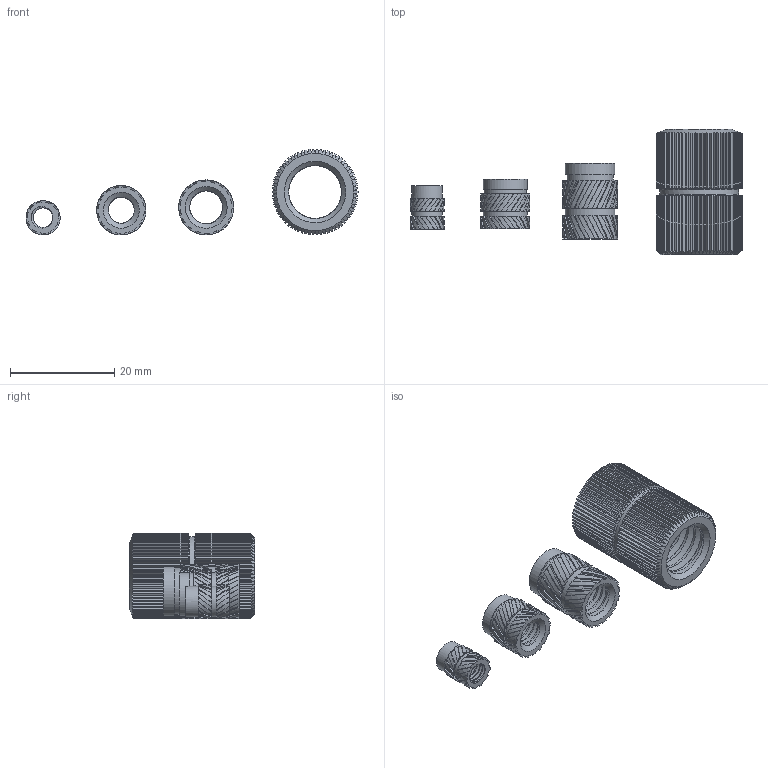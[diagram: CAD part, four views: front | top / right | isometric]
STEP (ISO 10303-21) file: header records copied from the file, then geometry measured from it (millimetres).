
FILE_DESCRIPTION(('FreeCAD Model'),'2;1');
FILE_NAME('Open CASCADE Shape Model','2025-05-01T01:08:44',('FreeCAD'),( 'FreeCAD'),'Open CASCADE STEP processor 7.6','FreeCAD','Unknown');
FILE_SCHEMA(('AUTOMOTIVE_DESIGN { 1 0 10303 214 1 1 1 1 }'));
Products named in the file (1): Open CASCADE STEP translator 7.6 1
Bounding box: 63.8 x 24.03 x 16.48 mm (x, y, z)
Volume: 3383.3 mm3; surface area: 6235.5 mm2
Topology: 4 solids, 4 shells, 1056 faces, 3184 edges, 2103 vertices
Faces by surface type: bspline 1056
Entity records: 43188 total; most frequent: CARTESIAN_POINT 25974, ORIENTED_EDGE 6188, EDGE_CURVE 3094, VERTEX_POINT 2058, B_SPLINE_CURVE_WITH_KNOTS 1998, FACE_BOUND 1076, EDGE_LOOP 1076, ADVANCED_FACE 1056
